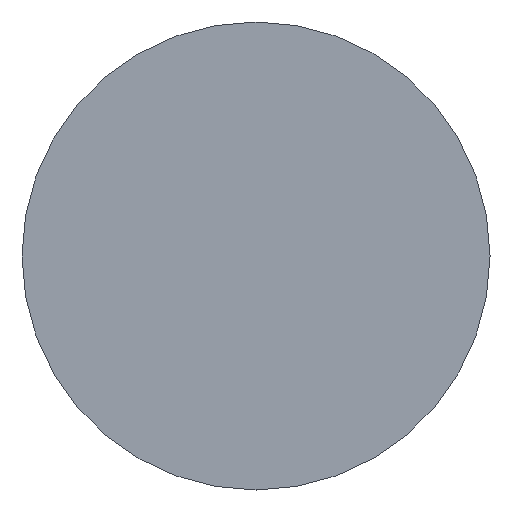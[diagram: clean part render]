
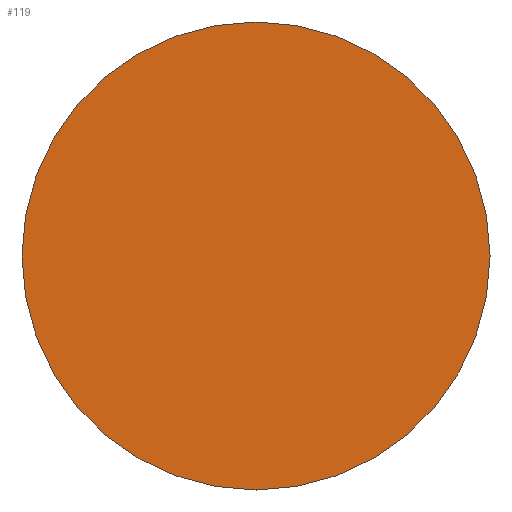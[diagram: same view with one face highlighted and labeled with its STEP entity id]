
A CAD part, front view. The second image highlights one B-rep face of the part: STEP entity #119.
In plain terms, the highlighted planar face has unit normal (0, -1, 0).
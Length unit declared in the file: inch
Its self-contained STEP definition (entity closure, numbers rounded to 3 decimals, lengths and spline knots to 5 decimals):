
#44 = CIRCLE ( 'NONE', #60, 0.375 ) ;
#57 = VERTEX_POINT ( 'NONE', #130 ) ;
#60 = AXIS2_PLACEMENT_3D ( 'NONE', #74, #179, #152 ) ;
#71 = AXIS2_PLACEMENT_3D ( 'NONE', #269, #259, #206 ) ;
#74 = CARTESIAN_POINT ( 'NONE',  ( 0., 0., 0. ) ) ;
#90 = DIRECTION ( 'NONE',  ( 0., -1., 0. ) ) ;
#93 = CIRCLE ( 'NONE', #71, 0.375 ) ;
#115 = DIRECTION ( 'NONE',  ( 0., 0., -1. ) ) ;
#119 = ADVANCED_FACE ( 'NONE', ( #156 ), #205, .T. ) ;
#130 = CARTESIAN_POINT ( 'NONE',  ( 0., 0., -0.375 ) ) ;
#146 = ORIENTED_EDGE ( 'NONE', *, *, #193, .T. ) ;
#152 = DIRECTION ( 'NONE',  ( 0., 0., -1. ) ) ;
#156 = FACE_OUTER_BOUND ( 'NONE', #260, .T. ) ;
#167 = CARTESIAN_POINT ( 'NONE',  ( 0., 0., 0. ) ) ;
#179 = DIRECTION ( 'NONE',  ( 0., -1., 0. ) ) ;
#180 = ORIENTED_EDGE ( 'NONE', *, *, #203, .T. ) ;
#193 = EDGE_CURVE ( 'NONE', #57, #239, #93, .T. ) ;
#203 = EDGE_CURVE ( 'NONE', #239, #57, #44, .T. ) ;
#205 = PLANE ( 'NONE',  #253 ) ;
#206 = DIRECTION ( 'NONE',  ( 0., 0., -1. ) ) ;
#227 = CARTESIAN_POINT ( 'NONE',  ( 0., 0., 0.375 ) ) ;
#239 = VERTEX_POINT ( 'NONE', #227 ) ;
#253 = AXIS2_PLACEMENT_3D ( 'NONE', #167, #90, #115 ) ;
#259 = DIRECTION ( 'NONE',  ( 0., -1., 0. ) ) ;
#260 = EDGE_LOOP ( 'NONE', ( #146, #180 ) ) ;
#269 = CARTESIAN_POINT ( 'NONE',  ( 0., 0., 0. ) ) ;
